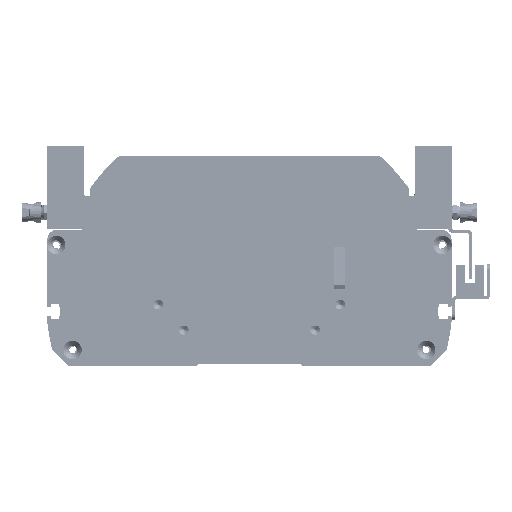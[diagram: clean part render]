
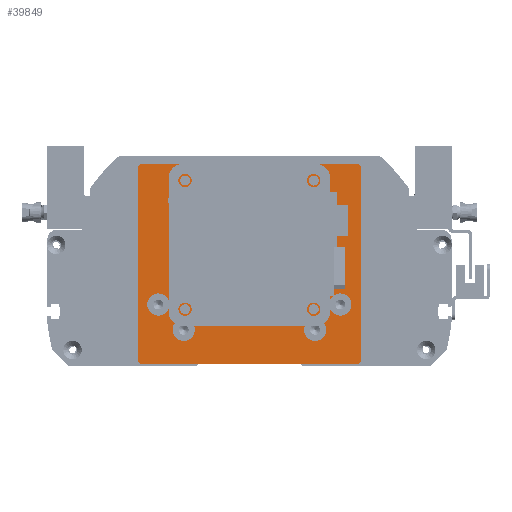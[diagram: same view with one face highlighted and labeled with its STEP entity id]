
A CAD part, front view. The second image highlights one B-rep face of the part: STEP entity #39849.
In plain terms, the highlighted face is planar.
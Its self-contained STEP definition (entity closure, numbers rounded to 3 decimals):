
#3176=FACE_BOUND('',#9974,.T.);
#3177=FACE_BOUND('',#9975,.T.);
#3178=FACE_BOUND('',#9976,.T.);
#3179=FACE_BOUND('',#9977,.T.);
#3180=FACE_BOUND('',#9978,.T.);
#3181=FACE_BOUND('',#9979,.T.);
#3182=FACE_BOUND('',#9980,.T.);
#3183=FACE_BOUND('',#9981,.T.);
#3184=FACE_BOUND('',#9982,.T.);
#5294=CIRCLE('',#44580,2.459);
#5295=CIRCLE('',#44583,2.459);
#5296=CIRCLE('',#44591,2.459);
#5297=CIRCLE('',#44593,2.459);
#5300=CIRCLE('',#44598,5.5);
#5303=CIRCLE('',#44604,5.5);
#5306=CIRCLE('',#44610,5.5);
#5309=CIRCLE('',#44616,5.5);
#5311=CIRCLE('',#44621,35.);
#7394=FACE_OUTER_BOUND('',#9973,.T.);
#9973=EDGE_LOOP('',(#36281,#36282,#36283,#36284,#36285,#36286,#36287,#36288));
#9974=EDGE_LOOP('',(#36289));
#9975=EDGE_LOOP('',(#36290));
#9976=EDGE_LOOP('',(#36291));
#9977=EDGE_LOOP('',(#36292));
#9978=EDGE_LOOP('',(#36293));
#9979=EDGE_LOOP('',(#36294));
#9980=EDGE_LOOP('',(#36295));
#9981=EDGE_LOOP('',(#36296));
#9982=EDGE_LOOP('',(#36297));
#12937=LINE('',#71735,#15952);
#12940=LINE('',#71744,#15955);
#12943=LINE('',#71749,#15958);
#12945=LINE('',#71752,#15960);
#12946=LINE('',#71755,#15961);
#12948=LINE('',#71759,#15963);
#12950=LINE('',#71763,#15965);
#12963=LINE('',#71825,#15978);
#15952=VECTOR('',#55917,10.);
#15955=VECTOR('',#55926,10.);
#15958=VECTOR('',#55931,10.);
#15960=VECTOR('',#55935,10.);
#15961=VECTOR('',#55938,10.);
#15963=VECTOR('',#55942,10.);
#15965=VECTOR('',#55946,10.);
#15978=VECTOR('',#56025,10.);
#19724=VERTEX_POINT('',#71728);
#19725=VERTEX_POINT('',#71732);
#19726=VERTEX_POINT('',#71734);
#19727=VERTEX_POINT('',#71738);
#19728=VERTEX_POINT('',#71742);
#19729=VERTEX_POINT('',#71743);
#19730=VERTEX_POINT('',#71748);
#19731=VERTEX_POINT('',#71754);
#19732=VERTEX_POINT('',#71758);
#19733=VERTEX_POINT('',#71762);
#19734=VERTEX_POINT('',#71766);
#19735=VERTEX_POINT('',#71770);
#19738=VERTEX_POINT('',#71779);
#19741=VERTEX_POINT('',#71790);
#19744=VERTEX_POINT('',#71801);
#19747=VERTEX_POINT('',#71812);
#19749=VERTEX_POINT('',#71821);
#25257=EDGE_CURVE('',#19724,#19724,#5294,.T.);
#25260=EDGE_CURVE('',#19726,#19725,#12937,.T.);
#25262=EDGE_CURVE('',#19727,#19727,#5295,.T.);
#25264=EDGE_CURVE('',#19728,#19729,#12940,.T.);
#25267=EDGE_CURVE('',#19730,#19729,#12943,.T.);
#25269=EDGE_CURVE('',#19730,#19725,#12945,.T.);
#25270=EDGE_CURVE('',#19726,#19731,#12946,.T.);
#25272=EDGE_CURVE('',#19732,#19731,#12948,.T.);
#25274=EDGE_CURVE('',#19732,#19733,#12950,.T.);
#25276=EDGE_CURVE('',#19734,#19734,#5296,.T.);
#25278=EDGE_CURVE('',#19735,#19735,#5297,.T.);
#25282=EDGE_CURVE('',#19738,#19738,#5300,.T.);
#25287=EDGE_CURVE('',#19741,#19741,#5303,.T.);
#25292=EDGE_CURVE('',#19744,#19744,#5306,.T.);
#25297=EDGE_CURVE('',#19747,#19747,#5309,.T.);
#25301=EDGE_CURVE('',#19749,#19749,#5311,.T.);
#25303=EDGE_CURVE('',#19728,#19733,#12963,.T.);
#36281=ORIENTED_EDGE('',*,*,#25264,.F.);
#36282=ORIENTED_EDGE('',*,*,#25303,.T.);
#36283=ORIENTED_EDGE('',*,*,#25274,.F.);
#36284=ORIENTED_EDGE('',*,*,#25272,.T.);
#36285=ORIENTED_EDGE('',*,*,#25270,.F.);
#36286=ORIENTED_EDGE('',*,*,#25260,.T.);
#36287=ORIENTED_EDGE('',*,*,#25269,.F.);
#36288=ORIENTED_EDGE('',*,*,#25267,.T.);
#36289=ORIENTED_EDGE('',*,*,#25276,.T.);
#36290=ORIENTED_EDGE('',*,*,#25262,.T.);
#36291=ORIENTED_EDGE('',*,*,#25278,.T.);
#36292=ORIENTED_EDGE('',*,*,#25257,.T.);
#36293=ORIENTED_EDGE('',*,*,#25282,.T.);
#36294=ORIENTED_EDGE('',*,*,#25287,.T.);
#36295=ORIENTED_EDGE('',*,*,#25292,.T.);
#36296=ORIENTED_EDGE('',*,*,#25297,.T.);
#36297=ORIENTED_EDGE('',*,*,#25301,.T.);
#37782=PLANE('',#44623);
#39849=ADVANCED_FACE('',(#7394,#3176,#3177,#3178,#3179,#3180,#3181,#3182,
#3183,#3184),#37782,.T.);
#44580=AXIS2_PLACEMENT_3D('',#71729,#55911,#55912);
#44583=AXIS2_PLACEMENT_3D('',#71739,#55921,#55922);
#44591=AXIS2_PLACEMENT_3D('',#71767,#55950,#55951);
#44593=AXIS2_PLACEMENT_3D('',#71771,#55955,#55956);
#44598=AXIS2_PLACEMENT_3D('',#71780,#55966,#55967);
#44604=AXIS2_PLACEMENT_3D('',#71791,#55980,#55981);
#44610=AXIS2_PLACEMENT_3D('',#71802,#55994,#55995);
#44616=AXIS2_PLACEMENT_3D('',#71813,#56008,#56009);
#44621=AXIS2_PLACEMENT_3D('',#71822,#56020,#56021);
#44623=AXIS2_PLACEMENT_3D('',#71826,#56026,#56027);
#55911=DIRECTION('center_axis',(0.,0.,-1.));
#55912=DIRECTION('ref_axis',(1.,0.,0.));
#55917=DIRECTION('',(-1.,0.,0.));
#55921=DIRECTION('center_axis',(0.,0.,-1.));
#55922=DIRECTION('ref_axis',(1.,0.,0.));
#55926=DIRECTION('',(-0.707,0.707,0.));
#55931=DIRECTION('',(0.,-1.,0.));
#55935=DIRECTION('',(0.707,0.707,0.));
#55938=DIRECTION('',(0.707,-0.707,0.));
#55942=DIRECTION('',(0.,1.,0.));
#55946=DIRECTION('',(-0.707,-0.707,0.));
#55950=DIRECTION('center_axis',(0.,0.,-1.));
#55951=DIRECTION('ref_axis',(1.,0.,0.));
#55955=DIRECTION('center_axis',(0.,0.,-1.));
#55956=DIRECTION('ref_axis',(1.,0.,0.));
#55966=DIRECTION('center_axis',(0.,0.,-1.));
#55967=DIRECTION('ref_axis',(1.,0.,0.));
#55980=DIRECTION('center_axis',(0.,0.,-1.));
#55981=DIRECTION('ref_axis',(1.,0.,0.));
#55994=DIRECTION('center_axis',(0.,0.,-1.));
#55995=DIRECTION('ref_axis',(1.,0.,0.));
#56008=DIRECTION('center_axis',(0.,0.,-1.));
#56009=DIRECTION('ref_axis',(1.,0.,0.));
#56020=DIRECTION('center_axis',(0.,0.,-1.));
#56021=DIRECTION('ref_axis',(1.,0.,0.));
#56025=DIRECTION('',(1.,0.,0.));
#56026=DIRECTION('center_axis',(0.,0.,1.));
#56027=DIRECTION('ref_axis',(1.,0.,0.));
#71728=CARTESIAN_POINT('',(29.361,41.32,89.));
#71729=CARTESIAN_POINT('Origin',(31.82,41.32,89.));
#71732=CARTESIAN_POINT('',(-54.,49.5,89.));
#71734=CARTESIAN_POINT('',(54.,49.5,89.));
#71735=CARTESIAN_POINT('',(55.,49.5,89.));
#71738=CARTESIAN_POINT('',(-34.278,41.32,89.));
#71739=CARTESIAN_POINT('Origin',(-31.82,41.32,89.));
#71742=CARTESIAN_POINT('',(-54.,-49.5,89.));
#71743=CARTESIAN_POINT('',(-55.,-48.5,89.));
#71744=CARTESIAN_POINT('',(-53.125,-50.375,89.));
#71748=CARTESIAN_POINT('',(-55.,48.5,89.));
#71749=CARTESIAN_POINT('',(-55.,49.5,89.));
#71752=CARTESIAN_POINT('',(-53.125,50.375,89.));
#71754=CARTESIAN_POINT('',(55.,48.5,89.));
#71755=CARTESIAN_POINT('',(53.125,50.375,89.));
#71758=CARTESIAN_POINT('',(55.,-48.5,89.));
#71759=CARTESIAN_POINT('',(55.,-49.5,89.));
#71762=CARTESIAN_POINT('',(54.,-49.5,89.));
#71763=CARTESIAN_POINT('',(53.125,-50.375,89.));
#71766=CARTESIAN_POINT('',(29.361,-22.32,89.));
#71767=CARTESIAN_POINT('Origin',(31.82,-22.32,89.));
#71770=CARTESIAN_POINT('',(-34.278,-22.32,89.));
#71771=CARTESIAN_POINT('Origin',(-31.82,-22.32,89.));
#71779=CARTESIAN_POINT('',(27.,-32.5,89.));
#71780=CARTESIAN_POINT('Origin',(32.5,-32.5,89.));
#71790=CARTESIAN_POINT('',(-50.5,-20.,89.));
#71791=CARTESIAN_POINT('Origin',(-45.,-20.,89.));
#71801=CARTESIAN_POINT('',(-38.,-32.5,89.));
#71802=CARTESIAN_POINT('Origin',(-32.5,-32.5,89.));
#71812=CARTESIAN_POINT('',(39.5,-20.,89.));
#71813=CARTESIAN_POINT('Origin',(45.,-20.,89.));
#71821=CARTESIAN_POINT('',(-35.,9.5,89.));
#71822=CARTESIAN_POINT('Origin',(0.,9.5,89.));
#71825=CARTESIAN_POINT('',(-55.,-49.5,89.));
#71826=CARTESIAN_POINT('Origin',(0.,0.,
89.));
